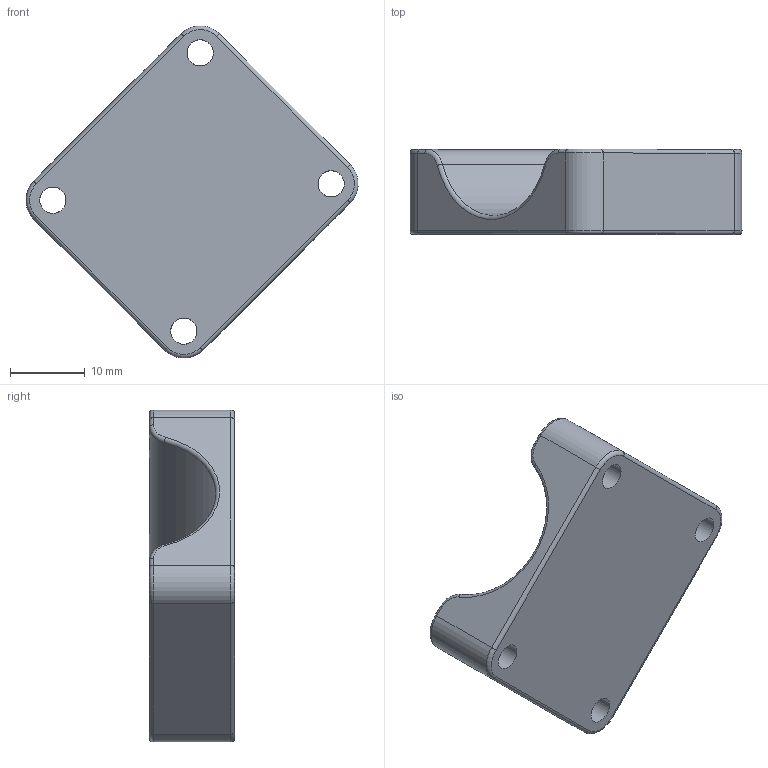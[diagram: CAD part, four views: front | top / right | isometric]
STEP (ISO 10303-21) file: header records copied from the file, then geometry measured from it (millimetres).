
FILE_DESCRIPTION(/* description */ (''),/* implementation_level */ '2;1');
FILE_NAME(/* name */ 'Motor Mount.step',/* time_stamp */ '2021-06-11T21:36:07+02:00',/* author */ (''),/* organization */ (''),/* preprocessor_version */ 'ST-DEVELOPER v18.1',/* originating_system */ 'Autodesk Translation Framework v10.9.0.1377',/* authorisation */ '');
FILE_SCHEMA (('AUTOMOTIVE_DESIGN { 1 0 10303 214 3 1 1 }'));
Length unit declared in the file: millimetre
Products named in the file (1): Motor Mount (1)
Bounding box: 44.31 x 11.35 x 44.31 mm (x, y, z)
Volume: 7657.4 mm3; surface area: 3989.5 mm2
Topology: 1 solids, 1 shells, 42 faces, 108 edges, 64 vertices
Faces by surface type: cylinder 21, torus 14, plane 7
Full cylindrical faces by diameter (mm): 3.5 x4
Entity records: 1368 total; most frequent: DIRECTION 254, CARTESIAN_POINT 251, ORIENTED_EDGE 216, EDGE_CURVE 108, AXIS2_PLACEMENT_3D 107, CIRCLE 64, VERTEX_POINT 64, EDGE_LOOP 46
